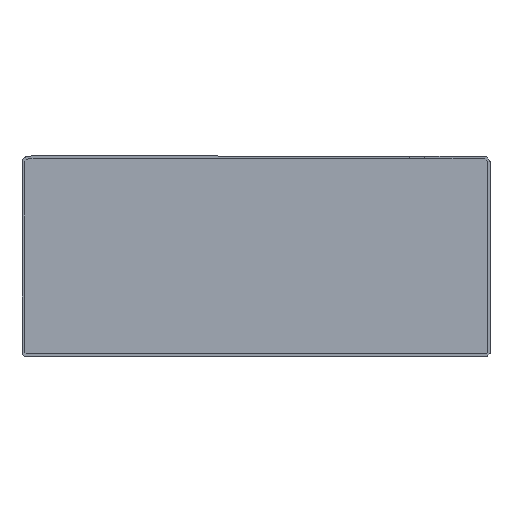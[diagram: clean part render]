
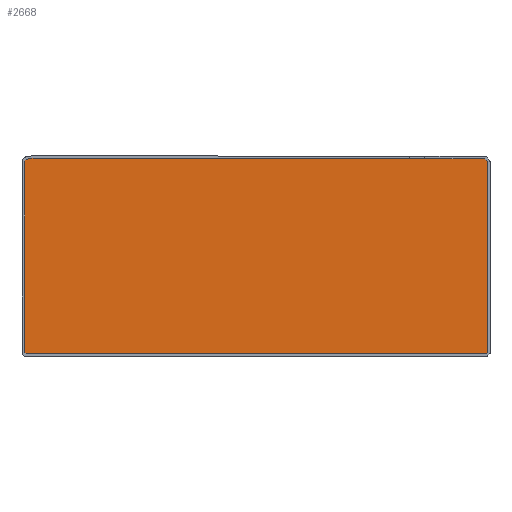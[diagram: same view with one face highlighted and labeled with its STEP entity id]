
A CAD part, top view. The second image highlights one B-rep face of the part: STEP entity #2668.
In plain terms, the highlighted planar face has unit normal (0, 0, 1).
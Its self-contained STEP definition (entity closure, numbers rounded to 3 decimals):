
#142=FACE_OUTER_BOUND('',#270,.T.);
#270=EDGE_LOOP('',(#2401,#2402,#2403,#2404,#2405,#2406,#2407,#2408,#2409,
#2410,#2411,#2412));
#622=LINE('',#4154,#1000);
#627=LINE('',#4162,#1005);
#629=LINE('',#4166,#1007);
#631=LINE('',#4170,#1009);
#633=LINE('',#4174,#1011);
#635=LINE('',#4178,#1013);
#637=LINE('',#4182,#1015);
#639=LINE('',#4186,#1017);
#641=LINE('',#4190,#1019);
#643=LINE('',#4194,#1021);
#645=LINE('',#4198,#1023);
#647=LINE('',#4201,#1025);
#1000=VECTOR('',#3392,10.);
#1005=VECTOR('',#3399,10.);
#1007=VECTOR('',#3403,10.);
#1009=VECTOR('',#3407,10.);
#1011=VECTOR('',#3411,10.);
#1013=VECTOR('',#3415,10.);
#1015=VECTOR('',#3419,10.);
#1017=VECTOR('',#3423,10.);
#1019=VECTOR('',#3427,10.);
#1021=VECTOR('',#3431,10.);
#1023=VECTOR('',#3435,10.);
#1025=VECTOR('',#3439,10.);
#1266=VERTEX_POINT('',#4152);
#1267=VERTEX_POINT('',#4153);
#1269=VERTEX_POINT('',#4161);
#1270=VERTEX_POINT('',#4165);
#1271=VERTEX_POINT('',#4169);
#1272=VERTEX_POINT('',#4173);
#1273=VERTEX_POINT('',#4177);
#1274=VERTEX_POINT('',#4181);
#1275=VERTEX_POINT('',#4185);
#1276=VERTEX_POINT('',#4189);
#1277=VERTEX_POINT('',#4193);
#1278=VERTEX_POINT('',#4197);
#1630=EDGE_CURVE('',#1266,#1267,#622,.T.);
#1635=EDGE_CURVE('',#1267,#1269,#627,.T.);
#1637=EDGE_CURVE('',#1269,#1270,#629,.T.);
#1639=EDGE_CURVE('',#1270,#1271,#631,.T.);
#1641=EDGE_CURVE('',#1271,#1272,#633,.T.);
#1643=EDGE_CURVE('',#1272,#1273,#635,.T.);
#1645=EDGE_CURVE('',#1273,#1274,#637,.T.);
#1647=EDGE_CURVE('',#1274,#1275,#639,.T.);
#1649=EDGE_CURVE('',#1275,#1276,#641,.T.);
#1651=EDGE_CURVE('',#1276,#1277,#643,.T.);
#1653=EDGE_CURVE('',#1277,#1278,#645,.T.);
#1655=EDGE_CURVE('',#1278,#1266,#647,.T.);
#2401=ORIENTED_EDGE('',*,*,#1651,.F.);
#2402=ORIENTED_EDGE('',*,*,#1649,.F.);
#2403=ORIENTED_EDGE('',*,*,#1647,.F.);
#2404=ORIENTED_EDGE('',*,*,#1645,.F.);
#2405=ORIENTED_EDGE('',*,*,#1643,.F.);
#2406=ORIENTED_EDGE('',*,*,#1641,.F.);
#2407=ORIENTED_EDGE('',*,*,#1639,.F.);
#2408=ORIENTED_EDGE('',*,*,#1637,.F.);
#2409=ORIENTED_EDGE('',*,*,#1635,.F.);
#2410=ORIENTED_EDGE('',*,*,#1630,.F.);
#2411=ORIENTED_EDGE('',*,*,#1655,.F.);
#2412=ORIENTED_EDGE('',*,*,#1653,.F.);
#2540=PLANE('',#2810);
#2668=ADVANCED_FACE('',(#142),#2540,.F.);
#2810=AXIS2_PLACEMENT_3D('',#4205,#3445,#3446);
#3392=DIRECTION('',(1.,-0.002,0.));
#3399=DIRECTION('',(1.,-0.001,0.));
#3403=DIRECTION('',(1.,0.,0.));
#3407=DIRECTION('',(0.707,-0.707,0.));
#3411=DIRECTION('',(0.,-1.,0.));
#3415=DIRECTION('',(-0.68,-0.733,0.));
#3419=DIRECTION('',(-1.,0.,0.));
#3423=DIRECTION('',(-0.766,0.643,0.));
#3427=DIRECTION('',(0.001,1.,0.));
#3431=DIRECTION('',(0.064,0.998,0.));
#3435=DIRECTION('',(0.707,0.707,0.));
#3439=DIRECTION('',(0.984,0.179,0.));
#3445=DIRECTION('center_axis',(0.,0.,-1.));
#3446=DIRECTION('ref_axis',(-1.,0.,0.));
#4152=CARTESIAN_POINT('',(5.028,122.05,1.5));
#4153=CARTESIAN_POINT('',(284.13,121.551,1.5));
#4154=CARTESIAN_POINT('',(5.028,122.05,1.5));
#4161=CARTESIAN_POINT('',(284.131,121.551,1.5));
#4162=CARTESIAN_POINT('',(284.13,121.551,1.5));
#4165=CARTESIAN_POINT('',(285.186,121.551,1.5));
#4166=CARTESIAN_POINT('',(284.131,121.551,1.5));
#4169=CARTESIAN_POINT('',(286.906,119.832,1.5));
#4170=CARTESIAN_POINT('',(285.186,121.551,1.5));
#4173=CARTESIAN_POINT('',(286.906,1.4,1.5));
#4174=CARTESIAN_POINT('',(286.906,119.832,1.5));
#4177=CARTESIAN_POINT('',(286.185,0.623,1.5));
#4178=CARTESIAN_POINT('',(286.906,1.4,1.5));
#4181=CARTESIAN_POINT('',(0.634,0.623,1.5));
#4182=CARTESIAN_POINT('',(286.185,0.623,1.5));
#4185=CARTESIAN_POINT('',(-0.351,1.45,1.5));
#4186=CARTESIAN_POINT('',(0.634,0.623,1.5));
#4189=CARTESIAN_POINT('',(-0.266,118.511,1.5));
#4190=CARTESIAN_POINT('',(-0.351,1.45,1.5));
#4193=CARTESIAN_POINT('',(-0.159,120.193,1.5));
#4194=CARTESIAN_POINT('',(-0.266,118.511,1.5));
#4197=CARTESIAN_POINT('',(0.957,121.309,1.5));
#4198=CARTESIAN_POINT('',(-0.159,120.193,1.5));
#4201=CARTESIAN_POINT('',(0.957,121.309,1.5));
#4205=CARTESIAN_POINT('Origin',(143.278,0.623,1.5));
